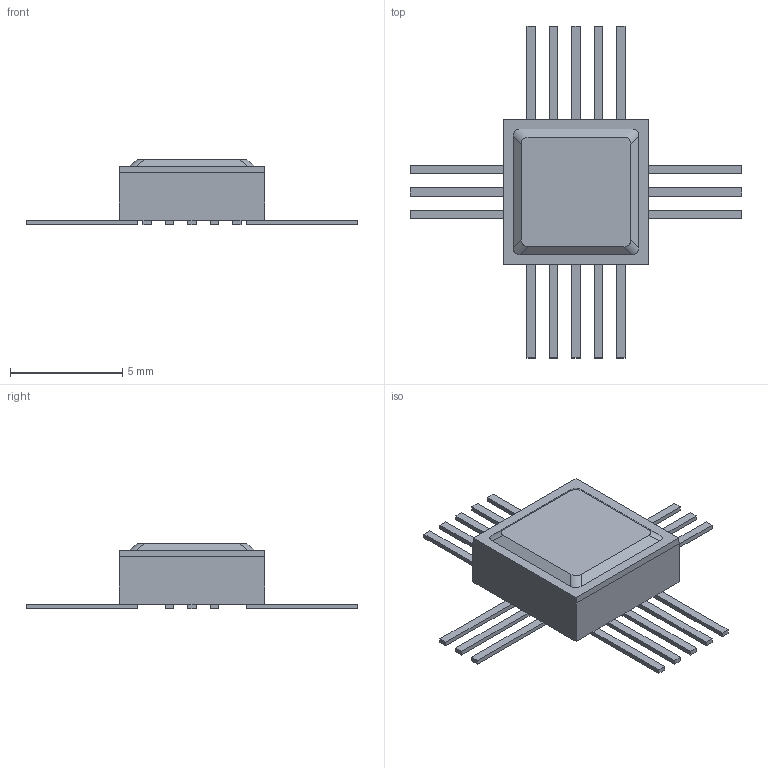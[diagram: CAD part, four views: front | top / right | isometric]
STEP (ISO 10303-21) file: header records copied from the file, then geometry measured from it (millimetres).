
FILE_DESCRIPTION (( 'STEP AP214' ), '1' );
FILE_NAME ('H02.16-1B.STEP', '2020-06-05T14:06:31', ( '' ), ( '' ), 'SwSTEP 2.0', 'SolidWorks 2019', '' );
FILE_SCHEMA (( 'AUTOMOTIVE_DESIGN' ));
Length unit declared in the file: millimetre
Products named in the file (1): H02.16-1B
Bounding box: 14.8 x 14.8 x 2.9 mm (x, y, z)
Volume: 115.4 mm3; surface area: 232.1 mm2
Topology: 1 solids, 1 shells, 115 faces, 300 edges, 188 vertices
Faces by surface type: plane 111, cylinder 4
Entity records: 3609 total; most frequent: CARTESIAN_POINT 640, ORIENTED_EDGE 600, DIRECTION 520, EDGE_CURVE 300, VECTOR 288, LINE 288, VERTEX_POINT 188, AXIS2_PLACEMENT_3D 116
